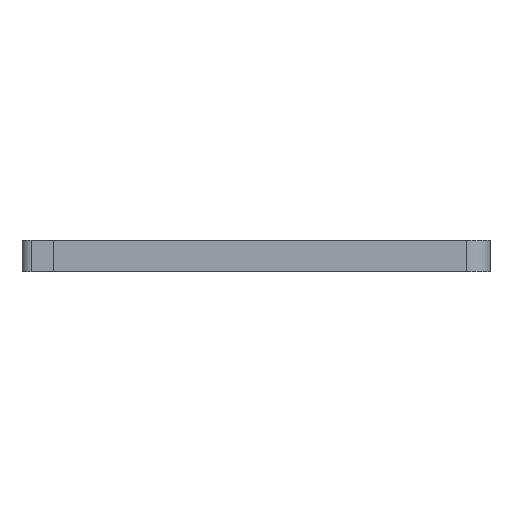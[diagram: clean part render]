
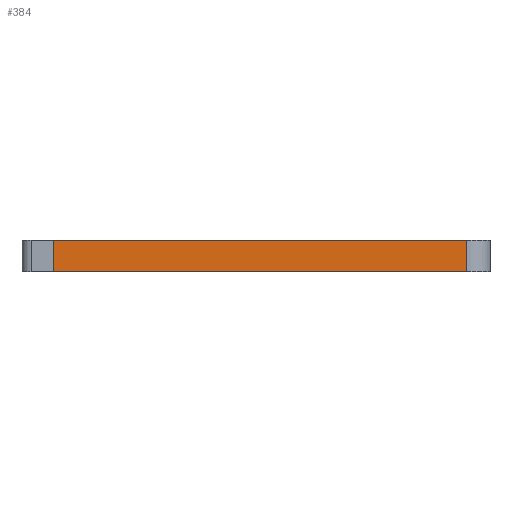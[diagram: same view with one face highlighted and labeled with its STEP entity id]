
A CAD part, front view. The second image highlights one B-rep face of the part: STEP entity #384.
In plain terms, the highlighted planar face has unit normal (0, -1, 0).
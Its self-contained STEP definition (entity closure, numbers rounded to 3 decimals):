
#254 = EDGE_LOOP ( 'NONE', ( #286, #2781, #1836, #3854 ) ) ;
#286 = ORIENTED_EDGE ( 'NONE', *, *, #4931, .T. ) ;
#384 = ADVANCED_FACE ( 'NONE', ( #4749 ), #4274, .F. ) ;
#427 = VECTOR ( 'NONE', #4589, 1000. ) ;
#480 = VECTOR ( 'NONE', #1953, 1000. ) ;
#1169 = EDGE_CURVE ( 'NONE', #2889, #4637, #3844, .T. ) ;
#1281 = CARTESIAN_POINT ( 'NONE',  ( -55.9, -87.2, 6.8 ) ) ;
#1322 = CARTESIAN_POINT ( 'NONE',  ( 33.1, -87.2, 0. ) ) ;
#1526 = CARTESIAN_POINT ( 'NONE',  ( -55.9, -87.2, 0. ) ) ;
#1564 = LINE ( 'NONE', #3557, #480 ) ;
#1745 = CARTESIAN_POINT ( 'NONE',  ( -55.9, -87.2, 6.8 ) ) ;
#1836 = ORIENTED_EDGE ( 'NONE', *, *, #3218, .F. ) ;
#1953 = DIRECTION ( 'NONE',  ( 0., 0., 1. ) ) ;
#1997 = CARTESIAN_POINT ( 'NONE',  ( -55.9, -87.2, 6.8 ) ) ;
#2733 = DIRECTION ( 'NONE',  ( 0., 0., -1. ) ) ;
#2781 = ORIENTED_EDGE ( 'NONE', *, *, #4982, .T. ) ;
#2846 = LINE ( 'NONE', #1526, #4023 ) ;
#2889 = VERTEX_POINT ( 'NONE', #1281 ) ;
#2915 = CARTESIAN_POINT ( 'NONE',  ( -55.9, -87.2, 0. ) ) ;
#2979 = VERTEX_POINT ( 'NONE', #3105 ) ;
#3105 = CARTESIAN_POINT ( 'NONE',  ( 33.1, -87.2, 6.8 ) ) ;
#3218 = EDGE_CURVE ( 'NONE', #2889, #2979, #3811, .T. ) ;
#3557 = CARTESIAN_POINT ( 'NONE',  ( 33.1, -87.2, 6.8 ) ) ;
#3807 = AXIS2_PLACEMENT_3D ( 'NONE', #4243, #4201, #4178 ) ;
#3811 = LINE ( 'NONE', #1745, #427 ) ;
#3844 = LINE ( 'NONE', #1997, #4154 ) ;
#3854 = ORIENTED_EDGE ( 'NONE', *, *, #1169, .T. ) ;
#3998 = DIRECTION ( 'NONE',  ( 1., 0., 0. ) ) ;
#4023 = VECTOR ( 'NONE', #3998, 1000. ) ;
#4154 = VECTOR ( 'NONE', #2733, 1000. ) ;
#4178 = DIRECTION ( 'NONE',  ( -1., 0., 0. ) ) ;
#4201 = DIRECTION ( 'NONE',  ( 0., 1., 0. ) ) ;
#4243 = CARTESIAN_POINT ( 'NONE',  ( -55.9, -87.2, 6.8 ) ) ;
#4274 = PLANE ( 'NONE',  #3807 ) ;
#4589 = DIRECTION ( 'NONE',  ( 1., 0., 0. ) ) ;
#4637 = VERTEX_POINT ( 'NONE', #2915 ) ;
#4749 = FACE_OUTER_BOUND ( 'NONE', #254, .T. ) ;
#4931 = EDGE_CURVE ( 'NONE', #4637, #5234, #2846, .T. ) ;
#4982 = EDGE_CURVE ( 'NONE', #5234, #2979, #1564, .T. ) ;
#5234 = VERTEX_POINT ( 'NONE', #1322 ) ;
